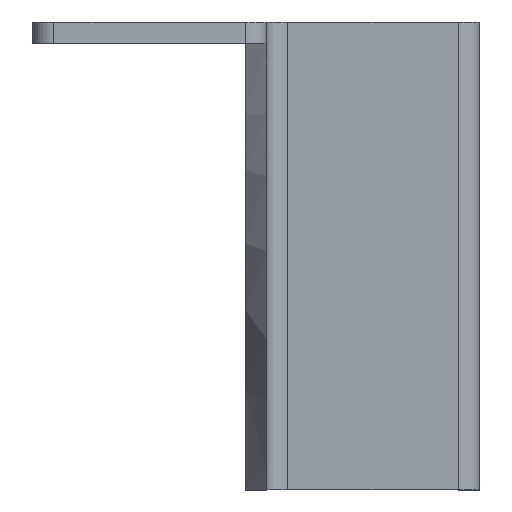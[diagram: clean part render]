
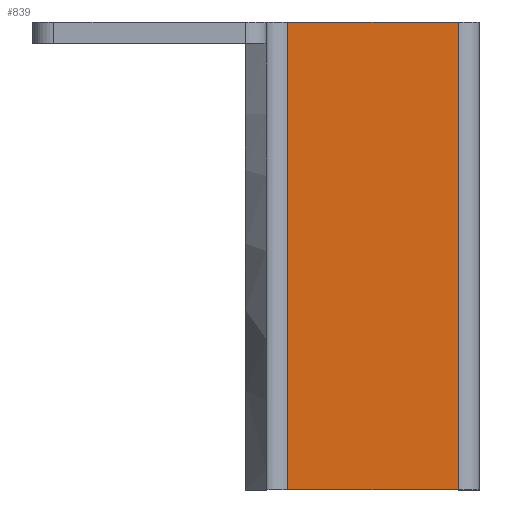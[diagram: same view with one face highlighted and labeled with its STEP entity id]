
A CAD part, front view. The second image highlights one B-rep face of the part: STEP entity #839.
In plain terms, the highlighted planar face has unit normal (0, -1, 0).
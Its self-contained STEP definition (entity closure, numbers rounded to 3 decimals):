
#48=PLANE('',#929);
#89=FACE_OUTER_BOUND('',#135,.T.);
#135=EDGE_LOOP('',(#725,#726,#727,#728));
#208=LINE('',#1493,#286);
#214=LINE('',#1510,#292);
#215=LINE('',#1513,#293);
#216=LINE('',#1514,#294);
#286=VECTOR('',#1127,10.);
#292=VECTOR('',#1147,10.);
#293=VECTOR('',#1150,10.);
#294=VECTOR('',#1151,10.);
#409=VERTEX_POINT('',#1490);
#410=VERTEX_POINT('',#1492);
#414=VERTEX_POINT('',#1508);
#415=VERTEX_POINT('',#1512);
#521=EDGE_CURVE('',#409,#410,#208,.T.);
#530=EDGE_CURVE('',#414,#410,#214,.T.);
#531=EDGE_CURVE('',#415,#414,#215,.T.);
#532=EDGE_CURVE('',#415,#409,#216,.T.);
#725=ORIENTED_EDGE('',*,*,#531,.T.);
#726=ORIENTED_EDGE('',*,*,#530,.T.);
#727=ORIENTED_EDGE('',*,*,#521,.F.);
#728=ORIENTED_EDGE('',*,*,#532,.F.);
#839=ADVANCED_FACE('',(#89),#48,.T.);
#929=AXIS2_PLACEMENT_3D('',#1511,#1148,#1149);
#1127=DIRECTION('',(-1.,0.,0.));
#1147=DIRECTION('',(0.,0.,-1.));
#1148=DIRECTION('center_axis',(0.,-1.,0.));
#1149=DIRECTION('ref_axis',(-1.,0.,0.));
#1150=DIRECTION('',(-1.,0.,0.));
#1151=DIRECTION('',(0.,0.,-1.));
#1490=CARTESIAN_POINT('',(18.,120.,-44.));
#1492=CARTESIAN_POINT('',(2.,120.,-44.));
#1493=CARTESIAN_POINT('',(18.,120.,-44.));
#1508=CARTESIAN_POINT('',(2.,120.,0.));
#1510=CARTESIAN_POINT('',(2.,120.,0.));
#1511=CARTESIAN_POINT('Origin',(18.,120.,0.));
#1512=CARTESIAN_POINT('',(18.,120.,0.));
#1513=CARTESIAN_POINT('',(18.,120.,0.));
#1514=CARTESIAN_POINT('',(18.,120.,0.));
